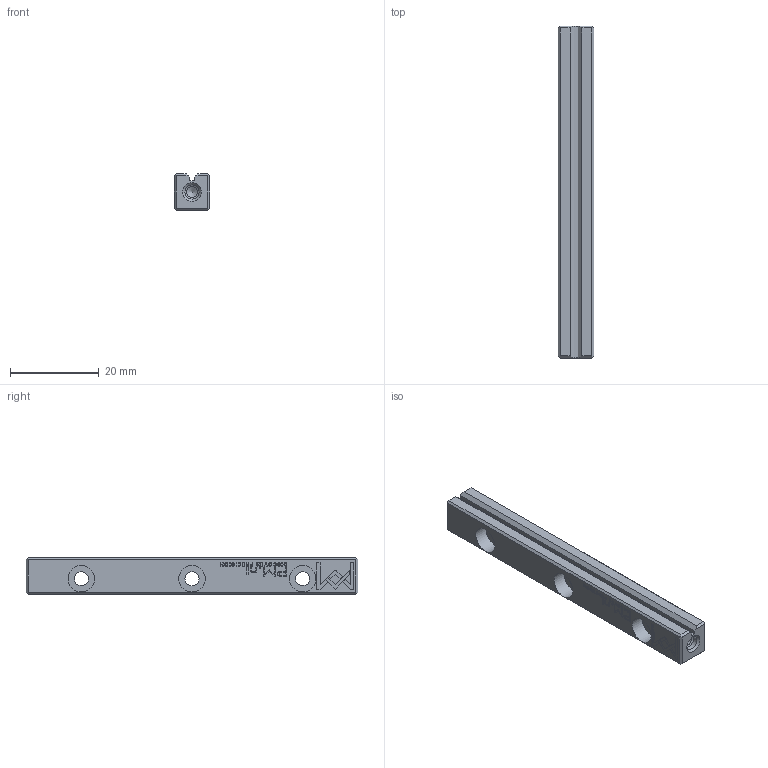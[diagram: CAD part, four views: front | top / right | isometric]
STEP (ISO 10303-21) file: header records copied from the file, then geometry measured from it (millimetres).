
FILE_DESCRIPTION(/* description */ (''),/* implementation_level */ '2;1');
FILE_NAME(/* name */ 'RSD_3075.stp',/* time_stamp */ '2024-12-20T12:02:48+01:00',/* author */ (''),/* organization */ (''),/* preprocessor_version */ 'ST-DEVELOPER v16.7',/* originating_system */ 'SIEMENS PLM Software NX 12.0',/* authorisation */ '');
FILE_SCHEMA (('AUTOMOTIVE_DESIGN { 1 0 10303 214 3 1 1 1 }'));
Length unit declared in the file: millimetre
Products named in the file (1): RSD_3075_A_step_stp
Bounding box: 8 x 75 x 8.2 mm (x, y, z)
Volume: 4226.6 mm3; surface area: 3036.3 mm2
Topology: 1 solids, 1 shells, 337 faces, 887 edges, 588 vertices
Faces by surface type: plane 228, bspline 90, cylinder 10, cone 9
Full cylindrical faces by diameter (mm): 2.459 x2, 3.2 x5, 6 x3
Entity records: 12696 total; most frequent: CARTESIAN_POINT 3032, ORIENTED_EDGE 1730, DIRECTION 1206, EDGE_CURVE 865, LINE 660, VECTOR 660, VERTEX_POINT 587, EDGE_LOOP 398
